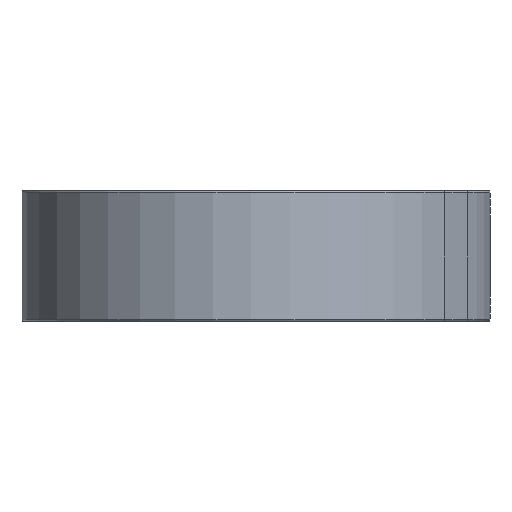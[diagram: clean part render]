
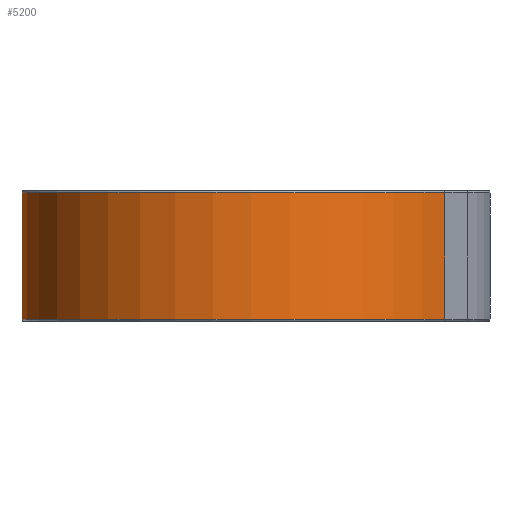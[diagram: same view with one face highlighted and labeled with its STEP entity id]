
A CAD part, left-side view. The second image highlights one B-rep face of the part: STEP entity #5200.
In plain terms, the highlighted cylindrical face has radius 22.1 mm (diameter 44.2 mm), a partial arc.
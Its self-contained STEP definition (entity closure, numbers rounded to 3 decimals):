
#1863=DIRECTION('',(0.,0.,1.));
#1864=VECTOR('',#1863,12.3);
#1865=CARTESIAN_POINT('',(-11.446,-18.905,-6.15));
#1866=LINE('',#1865,#1864);
#1877=CARTESIAN_POINT('',(0.,0.,6.15));
#1878=DIRECTION('',(0.,0.,1.));
#1879=DIRECTION('',(0.907,0.42,0.));
#1880=AXIS2_PLACEMENT_3D('',#1877,#1878,#1879);
#1882=CARTESIAN_POINT('',(0.,0.,-6.15));
#1883=DIRECTION('',(0.,0.,-1.));
#1884=DIRECTION('',(-0.518,-0.855,0.));
#1885=AXIS2_PLACEMENT_3D('',#1882,#1883,#1884);
#1887=DIRECTION('',(0.,0.,1.));
#1888=VECTOR('',#1887,12.3);
#1889=CARTESIAN_POINT('',(20.052,9.291,-6.15));
#1890=LINE('',#1889,#1888);
#2129=CARTESIAN_POINT('',(20.052,9.291,6.15));
#2130=VERTEX_POINT('',#2129);
#2133=CARTESIAN_POINT('',(-11.446,-18.905,6.15));
#2134=VERTEX_POINT('',#2133);
#2169=CARTESIAN_POINT('',(-11.446,-18.905,-6.15));
#2170=VERTEX_POINT('',#2169);
#2173=CARTESIAN_POINT('',(20.052,9.291,-6.15));
#2174=VERTEX_POINT('',#2173);
#5189=CARTESIAN_POINT('',(0.,0.,-6.35));
#5190=DIRECTION('',(0.,0.,1.));
#5191=DIRECTION('',(1.,0.,0.));
#5192=AXIS2_PLACEMENT_3D('',#5189,#5190,#5191);
#5193=CYLINDRICAL_SURFACE('',#5192,22.1);
#5194=ORIENTED_EDGE('',*,*,#5183,.T.);
#5195=ORIENTED_EDGE('',*,*,#5158,.F.);
#5196=ORIENTED_EDGE('',*,*,#2616,.T.);
#5197=ORIENTED_EDGE('',*,*,#2643,.T.);
#5198=EDGE_LOOP('',(#5194,#5195,#5196,#5197));
#5199=FACE_OUTER_BOUND('',#5198,.F.);
#5200=ADVANCED_FACE('',(#5199),#5193,.T.);
#1881=CIRCLE('',#1880,22.1);
#1886=CIRCLE('',#1885,22.1);
#2616=EDGE_CURVE('',#2170,#2174,#1886,.T.);
#2643=EDGE_CURVE('',#2174,#2130,#1890,.T.);
#5158=EDGE_CURVE('',#2170,#2134,#1866,.T.);
#5183=EDGE_CURVE('',#2130,#2134,#1881,.T.);
